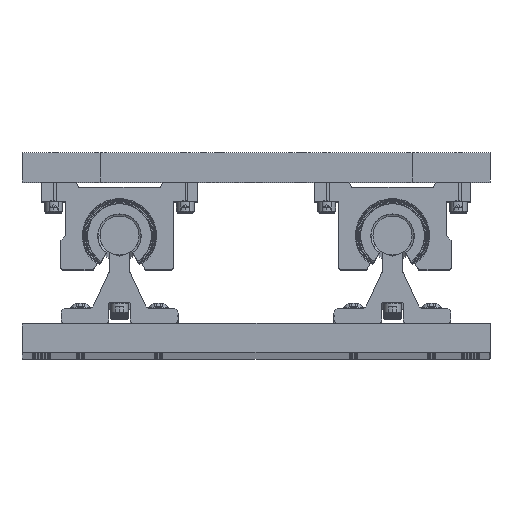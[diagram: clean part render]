
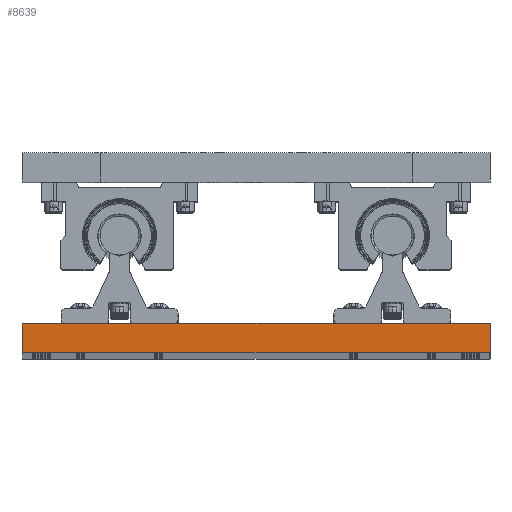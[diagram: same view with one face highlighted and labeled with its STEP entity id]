
A CAD part, top view. The second image highlights one B-rep face of the part: STEP entity #8639.
In plain terms, the highlighted planar face has unit normal (0, 0, 1).
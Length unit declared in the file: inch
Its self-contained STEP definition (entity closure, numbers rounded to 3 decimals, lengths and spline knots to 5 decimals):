
#2060 = DIRECTION ( 'NONE',  ( 0., 1., 0. ) ) ;
#4400 = ORIENTED_EDGE ( 'NONE', *, *, #137855, .T. ) ;
#8402 = DIRECTION ( 'NONE',  ( -1., 0., 0. ) ) ;
#8639 = ADVANCED_FACE ( 'NONE', ( #11323 ), #123762, .T. ) ;
#10967 = EDGE_CURVE ( 'NONE', #132897, #155401, #147404, .T. ) ;
#11323 = FACE_OUTER_BOUND ( 'NONE', #129171, .T. ) ;
#12942 = LINE ( 'NONE', #41634, #76547 ) ;
#13788 = EDGE_CURVE ( 'NONE', #175629, #155401, #20663, .T. ) ;
#14793 = CARTESIAN_POINT ( 'NONE',  ( 2.99, 0., 1. ) ) ;
#15778 = LINE ( 'NONE', #72054, #147994 ) ;
#20663 = LINE ( 'NONE', #76913, #90643 ) ;
#23391 = CARTESIAN_POINT ( 'NONE',  ( -3., -0.365, 1. ) ) ;
#30681 = CARTESIAN_POINT ( 'NONE',  ( -3., -0.01, 1. ) ) ;
#41634 = CARTESIAN_POINT ( 'NONE',  ( -1.495, 1.495, 1. ) ) ;
#43905 = CARTESIAN_POINT ( 'NONE',  ( 3., 0., 1. ) ) ;
#47916 = CARTESIAN_POINT ( 'NONE',  ( -2.99, 0., 1. ) ) ;
#54406 = ORIENTED_EDGE ( 'NONE', *, *, #10967, .F. ) ;
#63185 = VECTOR ( 'NONE', #163859, 39.37008 ) ;
#64282 = LINE ( 'NONE', #162668, #178582 ) ;
#65875 = VERTEX_POINT ( 'NONE', #149612 ) ;
#66696 = CARTESIAN_POINT ( 'NONE',  ( 3., -0.01, 1. ) ) ;
#67731 = VERTEX_POINT ( 'NONE', #47916 ) ;
#68595 = VECTOR ( 'NONE', #153203, 39.37008 ) ;
#72054 = CARTESIAN_POINT ( 'NONE',  ( -3., 0., 1. ) ) ;
#74910 = EDGE_CURVE ( 'NONE', #114875, #65875, #125816, .T. ) ;
#76547 = VECTOR ( 'NONE', #110690, 39.37008 ) ;
#76779 = ORIENTED_EDGE ( 'NONE', *, *, #121206, .T. ) ;
#76913 = CARTESIAN_POINT ( 'NONE',  ( -1.6825, -1.6825, 1. ) ) ;
#79655 = VECTOR ( 'NONE', #179874, 39.37008 ) ;
#80185 = EDGE_CURVE ( 'NONE', #67731, #144671, #110619, .T. ) ;
#89486 = VECTOR ( 'NONE', #8402, 39.37008 ) ;
#90643 = VECTOR ( 'NONE', #176934, 39.37008 ) ;
#91323 = CARTESIAN_POINT ( 'NONE',  ( -3., -0.375, 1. ) ) ;
#98815 = CARTESIAN_POINT ( 'NONE',  ( 0., 0., 1. ) ) ;
#108757 = CARTESIAN_POINT ( 'NONE',  ( -2.99, -0.375, 1. ) ) ;
#110619 = LINE ( 'NONE', #177554, #63185 ) ;
#110690 = DIRECTION ( 'NONE',  ( -0.707, -0.707, 0. ) ) ;
#111807 = DIRECTION ( 'NONE',  ( 1., 0., 0. ) ) ;
#112073 = ORIENTED_EDGE ( 'NONE', *, *, #13788, .T. ) ;
#114875 = VERTEX_POINT ( 'NONE', #66696 ) ;
#121206 = EDGE_CURVE ( 'NONE', #132897, #65875, #64282, .T. ) ;
#123762 = PLANE ( 'NONE',  #126977 ) ;
#124718 = LINE ( 'NONE', #180592, #68595 ) ;
#125558 = DIRECTION ( 'NONE',  ( 0., 0., 1. ) ) ;
#125816 = LINE ( 'NONE', #43905, #79655 ) ;
#126977 = AXIS2_PLACEMENT_3D ( 'NONE', #98815, #125558, #111807 ) ;
#128800 = ORIENTED_EDGE ( 'NONE', *, *, #80185, .F. ) ;
#129171 = EDGE_LOOP ( 'NONE', ( #163927, #112073, #54406, #76779, #140240, #174639, #128800, #4400 ) ) ;
#132897 = VERTEX_POINT ( 'NONE', #174844 ) ;
#137855 = EDGE_CURVE ( 'NONE', #67731, #153258, #12942, .T. ) ;
#140240 = ORIENTED_EDGE ( 'NONE', *, *, #74910, .F. ) ;
#144671 = VERTEX_POINT ( 'NONE', #14793 ) ;
#147404 = LINE ( 'NONE', #91323, #89486 ) ;
#147994 = VECTOR ( 'NONE', #2060, 39.37008 ) ;
#149612 = CARTESIAN_POINT ( 'NONE',  ( 3., -0.365, 1. ) ) ;
#151598 = DIRECTION ( 'NONE',  ( 0.707, 0.707, 0. ) ) ;
#153203 = DIRECTION ( 'NONE',  ( -0.707, 0.707, 0. ) ) ;
#153258 = VERTEX_POINT ( 'NONE', #30681 ) ;
#155401 = VERTEX_POINT ( 'NONE', #108757 ) ;
#162668 = CARTESIAN_POINT ( 'NONE',  ( 1.6825, -1.6825, 1. ) ) ;
#163859 = DIRECTION ( 'NONE',  ( 1., 0., 0. ) ) ;
#163927 = ORIENTED_EDGE ( 'NONE', *, *, #179051, .F. ) ;
#174639 = ORIENTED_EDGE ( 'NONE', *, *, #178059, .T. ) ;
#174844 = CARTESIAN_POINT ( 'NONE',  ( 2.99, -0.375, 1. ) ) ;
#175629 = VERTEX_POINT ( 'NONE', #23391 ) ;
#176934 = DIRECTION ( 'NONE',  ( 0.707, -0.707, 0. ) ) ;
#177554 = CARTESIAN_POINT ( 'NONE',  ( -3., 0., 1. ) ) ;
#178059 = EDGE_CURVE ( 'NONE', #114875, #144671, #124718, .T. ) ;
#178582 = VECTOR ( 'NONE', #151598, 39.37008 ) ;
#179051 = EDGE_CURVE ( 'NONE', #175629, #153258, #15778, .T. ) ;
#179874 = DIRECTION ( 'NONE',  ( 0., -1., 0. ) ) ;
#180592 = CARTESIAN_POINT ( 'NONE',  ( 1.495, 1.495, 1. ) ) ;
